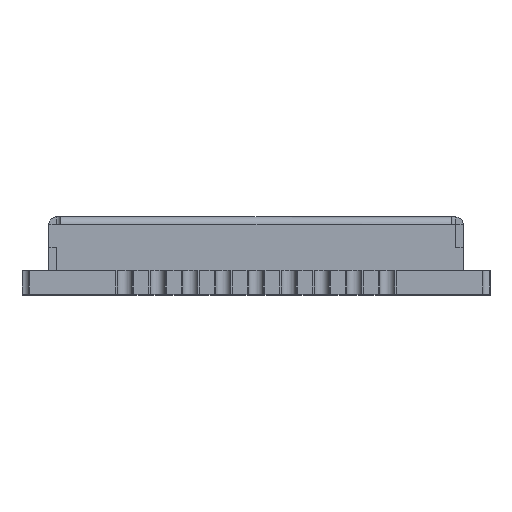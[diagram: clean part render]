
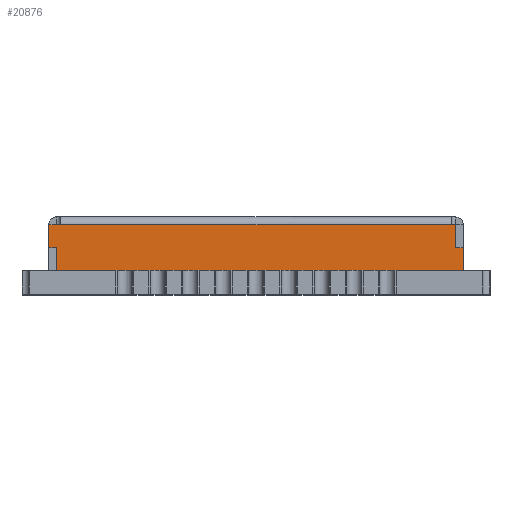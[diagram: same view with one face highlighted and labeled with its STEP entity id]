
A CAD part, top view. The second image highlights one B-rep face of the part: STEP entity #20876.
In plain terms, the highlighted planar face has unit normal (0, 0, 1).
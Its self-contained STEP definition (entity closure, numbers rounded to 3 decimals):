
#634 = DIRECTION ( 'NONE',  ( 0., -1., 0. ) ) ;
#945 = LINE ( 'NONE', #8281, #17016 ) ;
#1673 = ORIENTED_EDGE ( 'NONE', *, *, #23730, .T. ) ;
#1694 = DIRECTION ( 'NONE',  ( -1., 0., 0. ) ) ;
#1891 = CARTESIAN_POINT ( 'NONE',  ( -6.699, 1.57, 7.9 ) ) ;
#1973 = ORIENTED_EDGE ( 'NONE', *, *, #4017, .T. ) ;
#2153 = CARTESIAN_POINT ( 'NONE',  ( 0., 0., 7.9 ) ) ;
#2704 = VERTEX_POINT ( 'NONE', #15973 ) ;
#2912 = VECTOR ( 'NONE', #1694, 1000. ) ;
#2948 = VERTEX_POINT ( 'NONE', #5985 ) ;
#3055 = CARTESIAN_POINT ( 'NONE',  ( -6.699, 0.8, 7.9 ) ) ;
#3256 = CARTESIAN_POINT ( 'NONE',  ( 6.699, 2.33, 7.9 ) ) ;
#3269 = LINE ( 'NONE', #22334, #2912 ) ;
#3353 = VECTOR ( 'NONE', #8314, 1000. ) ;
#3707 = DIRECTION ( 'NONE',  ( 0., 1., 0. ) ) ;
#4017 = EDGE_CURVE ( 'NONE', #7611, #2704, #17043, .T. ) ;
#4152 = CARTESIAN_POINT ( 'NONE',  ( -6.95, 1.57, 7.9 ) ) ;
#4525 = CARTESIAN_POINT ( 'NONE',  ( 6.549, 0., 7.9 ) ) ;
#5230 = VECTOR ( 'NONE', #7749, 1000. ) ;
#5602 = DIRECTION ( 'NONE',  ( 1., 0., 0. ) ) ;
#5748 = CARTESIAN_POINT ( 'NONE',  ( 6.95, 0.8, 7.9 ) ) ;
#5894 = CARTESIAN_POINT ( 'NONE',  ( -6.95, 1.57, 7.9 ) ) ;
#5985 = CARTESIAN_POINT ( 'NONE',  ( 6.95, 1.56, 7.9 ) ) ;
#6106 = CARTESIAN_POINT ( 'NONE',  ( 6.549, 2.33, 7.9 ) ) ;
#7305 = ORIENTED_EDGE ( 'NONE', *, *, #14398, .T. ) ;
#7344 = EDGE_CURVE ( 'NONE', #14062, #12885, #19486, .T. ) ;
#7369 = CARTESIAN_POINT ( 'NONE',  ( 6.549, 2.33, 7.9 ) ) ;
#7503 = EDGE_CURVE ( 'NONE', #2704, #14062, #3269, .T. ) ;
#7611 = VERTEX_POINT ( 'NONE', #16085 ) ;
#7749 = DIRECTION ( 'NONE',  ( 0., -1., 0. ) ) ;
#7786 = ORIENTED_EDGE ( 'NONE', *, *, #13441, .F. ) ;
#8016 = DIRECTION ( 'NONE',  ( 0., 0., 1. ) ) ;
#8185 = PLANE ( 'NONE',  #9516 ) ;
#8281 = CARTESIAN_POINT ( 'NONE',  ( 6.699, 0., 7.9 ) ) ;
#8314 = DIRECTION ( 'NONE',  ( 1., 0., 0. ) ) ;
#8342 = CARTESIAN_POINT ( 'NONE',  ( -6.95, 0.8, 7.9 ) ) ;
#8595 = VECTOR ( 'NONE', #634, 1000. ) ;
#8838 = VERTEX_POINT ( 'NONE', #7369 ) ;
#9220 = VERTEX_POINT ( 'NONE', #1891 ) ;
#9516 = AXIS2_PLACEMENT_3D ( 'NONE', #2153, #8016, #23007 ) ;
#9847 = ORIENTED_EDGE ( 'NONE', *, *, #7503, .T. ) ;
#10344 = EDGE_CURVE ( 'NONE', #20845, #8838, #21747, .T. ) ;
#10553 = ORIENTED_EDGE ( 'NONE', *, *, #18175, .F. ) ;
#10894 = DIRECTION ( 'NONE',  ( -1., 0., 0. ) ) ;
#10973 = VECTOR ( 'NONE', #5602, 1000. ) ;
#11554 = VECTOR ( 'NONE', #18712, 1000. ) ;
#11857 = VECTOR ( 'NONE', #12405, 1000. ) ;
#12083 = LINE ( 'NONE', #5894, #3353 ) ;
#12096 = LINE ( 'NONE', #22092, #11857 ) ;
#12405 = DIRECTION ( 'NONE',  ( 0., 1., 0. ) ) ;
#12885 = VERTEX_POINT ( 'NONE', #4152 ) ;
#13116 = EDGE_LOOP ( 'NONE', ( #10553, #17902, #17232, #16373, #7786, #20681, #7305, #1973, #9847, #23888, #1673, #22235 ) ) ;
#13129 = DIRECTION ( 'NONE',  ( -1., 0., 0. ) ) ;
#13293 = CARTESIAN_POINT ( 'NONE',  ( -6.95, 2.33, 7.9 ) ) ;
#13311 = CARTESIAN_POINT ( 'NONE',  ( -6.549, 0., 7.9 ) ) ;
#13441 = EDGE_CURVE ( 'NONE', #8838, #17343, #19318, .T. ) ;
#13750 = DIRECTION ( 'NONE',  ( 0., 1., 0. ) ) ;
#13977 = DIRECTION ( 'NONE',  ( -1., 0., 0. ) ) ;
#14062 = VERTEX_POINT ( 'NONE', #20345 ) ;
#14398 = EDGE_CURVE ( 'NONE', #20845, #7611, #20899, .T. ) ;
#14546 = CARTESIAN_POINT ( 'NONE',  ( 6.699, 1.56, 7.9 ) ) ;
#14680 = VERTEX_POINT ( 'NONE', #21560 ) ;
#15904 = VECTOR ( 'NONE', #13977, 1000. ) ;
#15973 = CARTESIAN_POINT ( 'NONE',  ( -6.549, 2.33, 7.9 ) ) ;
#16085 = CARTESIAN_POINT ( 'NONE',  ( -6.549, 2.33, 7.9 ) ) ;
#16145 = LINE ( 'NONE', #8342, #15904 ) ;
#16373 = ORIENTED_EDGE ( 'NONE', *, *, #16846, .T. ) ;
#16846 = EDGE_CURVE ( 'NONE', #14680, #17343, #945, .T. ) ;
#17016 = VECTOR ( 'NONE', #13750, 1000. ) ;
#17043 = LINE ( 'NONE', #13311, #8595 ) ;
#17232 = ORIENTED_EDGE ( 'NONE', *, *, #17601, .T. ) ;
#17343 = VERTEX_POINT ( 'NONE', #3256 ) ;
#17601 = EDGE_CURVE ( 'NONE', #2948, #14680, #22123, .T. ) ;
#17902 = ORIENTED_EDGE ( 'NONE', *, *, #23512, .T. ) ;
#17929 = FACE_OUTER_BOUND ( 'NONE', #13116, .T. ) ;
#18175 = EDGE_CURVE ( 'NONE', #19966, #19294, #16145, .T. ) ;
#18549 = LINE ( 'NONE', #5748, #18587 ) ;
#18587 = VECTOR ( 'NONE', #3707, 1000. ) ;
#18712 = DIRECTION ( 'NONE',  ( 0., -1., 0. ) ) ;
#19294 = VERTEX_POINT ( 'NONE', #3055 ) ;
#19318 = LINE ( 'NONE', #23762, #10973 ) ;
#19486 = LINE ( 'NONE', #13293, #11554 ) ;
#19966 = VERTEX_POINT ( 'NONE', #20380 ) ;
#20345 = CARTESIAN_POINT ( 'NONE',  ( -6.95, 2.33, 7.9 ) ) ;
#20380 = CARTESIAN_POINT ( 'NONE',  ( 6.95, 0.8, 7.9 ) ) ;
#20681 = ORIENTED_EDGE ( 'NONE', *, *, #10344, .F. ) ;
#20820 = VECTOR ( 'NONE', #13129, 1000. ) ;
#20845 = VERTEX_POINT ( 'NONE', #6106 ) ;
#20876 = ADVANCED_FACE ( 'NONE', ( #17929 ), #8185, .T. ) ;
#20899 = LINE ( 'NONE', #24097, #20820 ) ;
#21560 = CARTESIAN_POINT ( 'NONE',  ( 6.699, 1.56, 7.9 ) ) ;
#21747 = LINE ( 'NONE', #4525, #5230 ) ;
#22039 = VECTOR ( 'NONE', #10894, 1000. ) ;
#22092 = CARTESIAN_POINT ( 'NONE',  ( -6.699, 2.35, 7.9 ) ) ;
#22123 = LINE ( 'NONE', #14546, #22039 ) ;
#22235 = ORIENTED_EDGE ( 'NONE', *, *, #22946, .F. ) ;
#22334 = CARTESIAN_POINT ( 'NONE',  ( 0., 2.33, 7.9 ) ) ;
#22946 = EDGE_CURVE ( 'NONE', #19294, #9220, #12096, .T. ) ;
#23007 = DIRECTION ( 'NONE',  ( 0., -1., 0. ) ) ;
#23512 = EDGE_CURVE ( 'NONE', #19966, #2948, #18549, .T. ) ;
#23730 = EDGE_CURVE ( 'NONE', #12885, #9220, #12083, .T. ) ;
#23762 = CARTESIAN_POINT ( 'NONE',  ( 0., 2.33, 7.9 ) ) ;
#23888 = ORIENTED_EDGE ( 'NONE', *, *, #7344, .T. ) ;
#24097 = CARTESIAN_POINT ( 'NONE',  ( 0., 2.33, 7.9 ) ) ;
